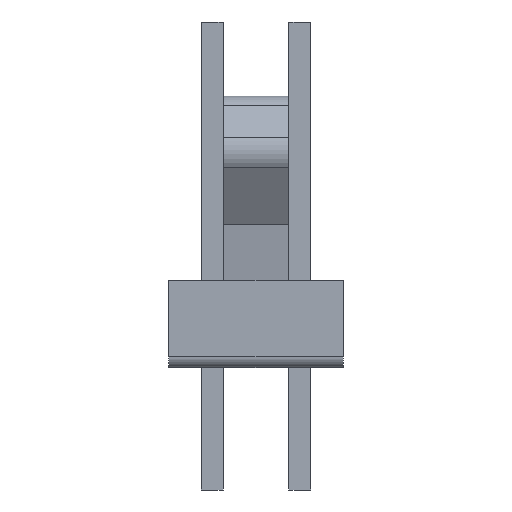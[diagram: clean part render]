
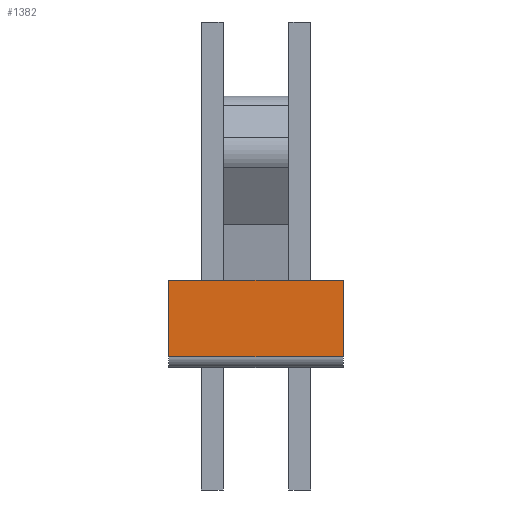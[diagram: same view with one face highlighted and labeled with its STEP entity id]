
A CAD part, front view. The second image highlights one B-rep face of the part: STEP entity #1382.
In plain terms, the highlighted planar face has unit normal (0, -1, 0).
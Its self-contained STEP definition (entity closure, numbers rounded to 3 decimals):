
#43 = PLANE('',#44);
#44 = AXIS2_PLACEMENT_3D('',#45,#46,#47);
#45 = CARTESIAN_POINT('',(-2.54,0.4,2.6));
#46 = DIRECTION('',(1.,0.,0.));
#47 = DIRECTION('',(0.,1.,0.));
#179 = VERTEX_POINT('',#180);
#180 = CARTESIAN_POINT('',(-2.54,-2.712,2.6));
#194 = PLANE('',#195);
#195 = AXIS2_PLACEMENT_3D('',#196,#197,#198);
#196 = CARTESIAN_POINT('',(-2.54,1.759,2.6));
#197 = DIRECTION('',(0.,0.,1.));
#198 = DIRECTION('',(0.,-1.,0.));
#206 = EDGE_CURVE('',#179,#207,#209,.T.);
#207 = VERTEX_POINT('',#208);
#208 = CARTESIAN_POINT('',(-2.54,-2.712,0.371));
#209 = SURFACE_CURVE('',#210,(#214,#221),.PCURVE_S1.);
#210 = LINE('',#211,#212);
#211 = CARTESIAN_POINT('',(-2.54,-2.712,2.6));
#212 = VECTOR('',#213,1.);
#213 = DIRECTION('',(0.,0.,-1.));
#214 = PCURVE('',#43,#215);
#215 = DEFINITIONAL_REPRESENTATION('',(#216),#220);
#216 = LINE('',#217,#218);
#217 = CARTESIAN_POINT('',(-3.112,0.));
#218 = VECTOR('',#219,1.);
#219 = DIRECTION('',(0.,-1.));
#220 = ( GEOMETRIC_REPRESENTATION_CONTEXT(2) 
PARAMETRIC_REPRESENTATION_CONTEXT() REPRESENTATION_CONTEXT('2D SPACE',''
  ) );
#221 = PCURVE('',#222,#227);
#222 = PLANE('',#223);
#223 = AXIS2_PLACEMENT_3D('',#224,#225,#226);
#224 = CARTESIAN_POINT('',(-2.54,-2.712,2.6));
#225 = DIRECTION('',(0.,-1.,0.));
#226 = DIRECTION('',(0.,0.,-1.));
#227 = DEFINITIONAL_REPRESENTATION('',(#228),#232);
#228 = LINE('',#229,#230);
#229 = CARTESIAN_POINT('',(0.,0.));
#230 = VECTOR('',#231,1.);
#231 = DIRECTION('',(1.,0.));
#232 = ( GEOMETRIC_REPRESENTATION_CONTEXT(2) 
PARAMETRIC_REPRESENTATION_CONTEXT() REPRESENTATION_CONTEXT('2D SPACE',''
  ) );
#251 = CYLINDRICAL_SURFACE('',#252,0.311);
#252 = AXIS2_PLACEMENT_3D('',#253,#254,#255);
#253 = CARTESIAN_POINT('',(-2.54,-2.4,0.371));
#254 = DIRECTION('',(1.,0.,0.));
#255 = DIRECTION('',(0.,1.,0.));
#548 = PLANE('',#549);
#549 = AXIS2_PLACEMENT_3D('',#550,#551,#552);
#550 = CARTESIAN_POINT('',(2.54,0.4,2.6));
#551 = DIRECTION('',(1.,0.,0.));
#552 = DIRECTION('',(0.,1.,0.));
#1294 = VERTEX_POINT('',#1295);
#1295 = CARTESIAN_POINT('',(2.54,-2.712,0.371));
#1339 = EDGE_CURVE('',#207,#1294,#1340,.T.);
#1340 = SURFACE_CURVE('',#1341,(#1345,#1374),.PCURVE_S1.);
#1341 = LINE('',#1342,#1343);
#1342 = CARTESIAN_POINT('',(-2.54,-2.712,0.371));
#1343 = VECTOR('',#1344,1.);
#1344 = DIRECTION('',(1.,0.,0.));
#1345 = PCURVE('',#251,#1346);
#1346 = DEFINITIONAL_REPRESENTATION('',(#1347),#1373);
#1347 = B_SPLINE_CURVE_WITH_KNOTS('',3,(#1348,#1349,#1350,#1351,#1352,
    #1353,#1354,#1355,#1356,#1357,#1358,#1359,#1360,#1361,#1362,#1363,
    #1364,#1365,#1366,#1367,#1368,#1369,#1370,#1371,#1372),
  .UNSPECIFIED.,.F.,.F.,(4,1,1,1,1,1,1,1,1,1,1,1,1,1,1,1,1,1,1,1,1,1,4),
  (0.,0.231,0.462,0.693,0.924,
    1.155,1.385,1.616,1.847,
    2.078,2.309,2.54,2.771,3.002,
    3.233,3.464,3.695,3.925,
    4.156,4.387,4.618,4.849,5.08),
  .QUASI_UNIFORM_KNOTS.);
#1348 = CARTESIAN_POINT('',(3.142,0.));
#1349 = CARTESIAN_POINT('',(3.142,0.077));
#1350 = CARTESIAN_POINT('',(3.142,0.231));
#1351 = CARTESIAN_POINT('',(3.142,0.462));
#1352 = CARTESIAN_POINT('',(3.142,0.693));
#1353 = CARTESIAN_POINT('',(3.142,0.924));
#1354 = CARTESIAN_POINT('',(3.142,1.155));
#1355 = CARTESIAN_POINT('',(3.142,1.385));
#1356 = CARTESIAN_POINT('',(3.142,1.616));
#1357 = CARTESIAN_POINT('',(3.142,1.847));
#1358 = CARTESIAN_POINT('',(3.142,2.078));
#1359 = CARTESIAN_POINT('',(3.142,2.309));
#1360 = CARTESIAN_POINT('',(3.142,2.54));
#1361 = CARTESIAN_POINT('',(3.142,2.771));
#1362 = CARTESIAN_POINT('',(3.142,3.002));
#1363 = CARTESIAN_POINT('',(3.142,3.233));
#1364 = CARTESIAN_POINT('',(3.142,3.464));
#1365 = CARTESIAN_POINT('',(3.142,3.695));
#1366 = CARTESIAN_POINT('',(3.142,3.925));
#1367 = CARTESIAN_POINT('',(3.142,4.156));
#1368 = CARTESIAN_POINT('',(3.142,4.387));
#1369 = CARTESIAN_POINT('',(3.142,4.618));
#1370 = CARTESIAN_POINT('',(3.142,4.849));
#1371 = CARTESIAN_POINT('',(3.142,5.003));
#1372 = CARTESIAN_POINT('',(3.142,5.08));
#1373 = ( GEOMETRIC_REPRESENTATION_CONTEXT(2) 
PARAMETRIC_REPRESENTATION_CONTEXT() REPRESENTATION_CONTEXT('2D SPACE',''
  ) );
#1374 = PCURVE('',#222,#1375);
#1375 = DEFINITIONAL_REPRESENTATION('',(#1376),#1380);
#1376 = LINE('',#1377,#1378);
#1377 = CARTESIAN_POINT('',(2.229,0.));
#1378 = VECTOR('',#1379,1.);
#1379 = DIRECTION('',(0.,1.));
#1380 = ( GEOMETRIC_REPRESENTATION_CONTEXT(2) 
PARAMETRIC_REPRESENTATION_CONTEXT() REPRESENTATION_CONTEXT('2D SPACE',''
  ) );
#1382 = ADVANCED_FACE('',(#1383),#222,.T.);
#1383 = FACE_BOUND('',#1384,.F.);
#1384 = EDGE_LOOP('',(#1385,#1386,#1409,#1430));
#1385 = ORIENTED_EDGE('',*,*,#206,.F.);
#1386 = ORIENTED_EDGE('',*,*,#1387,.T.);
#1387 = EDGE_CURVE('',#179,#1388,#1390,.T.);
#1388 = VERTEX_POINT('',#1389);
#1389 = CARTESIAN_POINT('',(2.54,-2.712,2.6));
#1390 = SURFACE_CURVE('',#1391,(#1395,#1402),.PCURVE_S1.);
#1391 = LINE('',#1392,#1393);
#1392 = CARTESIAN_POINT('',(-2.54,-2.712,2.6));
#1393 = VECTOR('',#1394,1.);
#1394 = DIRECTION('',(1.,0.,0.));
#1395 = PCURVE('',#222,#1396);
#1396 = DEFINITIONAL_REPRESENTATION('',(#1397),#1401);
#1397 = LINE('',#1398,#1399);
#1398 = CARTESIAN_POINT('',(0.,0.));
#1399 = VECTOR('',#1400,1.);
#1400 = DIRECTION('',(0.,1.));
#1401 = ( GEOMETRIC_REPRESENTATION_CONTEXT(2) 
PARAMETRIC_REPRESENTATION_CONTEXT() REPRESENTATION_CONTEXT('2D SPACE',''
  ) );
#1402 = PCURVE('',#194,#1403);
#1403 = DEFINITIONAL_REPRESENTATION('',(#1404),#1408);
#1404 = LINE('',#1405,#1406);
#1405 = CARTESIAN_POINT('',(4.47,0.));
#1406 = VECTOR('',#1407,1.);
#1407 = DIRECTION('',(0.,1.));
#1408 = ( GEOMETRIC_REPRESENTATION_CONTEXT(2) 
PARAMETRIC_REPRESENTATION_CONTEXT() REPRESENTATION_CONTEXT('2D SPACE',''
  ) );
#1409 = ORIENTED_EDGE('',*,*,#1410,.T.);
#1410 = EDGE_CURVE('',#1388,#1294,#1411,.T.);
#1411 = SURFACE_CURVE('',#1412,(#1416,#1423),.PCURVE_S1.);
#1412 = LINE('',#1413,#1414);
#1413 = CARTESIAN_POINT('',(2.54,-2.712,2.6));
#1414 = VECTOR('',#1415,1.);
#1415 = DIRECTION('',(0.,0.,-1.));
#1416 = PCURVE('',#222,#1417);
#1417 = DEFINITIONAL_REPRESENTATION('',(#1418),#1422);
#1418 = LINE('',#1419,#1420);
#1419 = CARTESIAN_POINT('',(0.,5.08));
#1420 = VECTOR('',#1421,1.);
#1421 = DIRECTION('',(1.,0.));
#1422 = ( GEOMETRIC_REPRESENTATION_CONTEXT(2) 
PARAMETRIC_REPRESENTATION_CONTEXT() REPRESENTATION_CONTEXT('2D SPACE',''
  ) );
#1423 = PCURVE('',#548,#1424);
#1424 = DEFINITIONAL_REPRESENTATION('',(#1425),#1429);
#1425 = LINE('',#1426,#1427);
#1426 = CARTESIAN_POINT('',(-3.112,0.));
#1427 = VECTOR('',#1428,1.);
#1428 = DIRECTION('',(0.,-1.));
#1429 = ( GEOMETRIC_REPRESENTATION_CONTEXT(2) 
PARAMETRIC_REPRESENTATION_CONTEXT() REPRESENTATION_CONTEXT('2D SPACE',''
  ) );
#1430 = ORIENTED_EDGE('',*,*,#1339,.F.);
